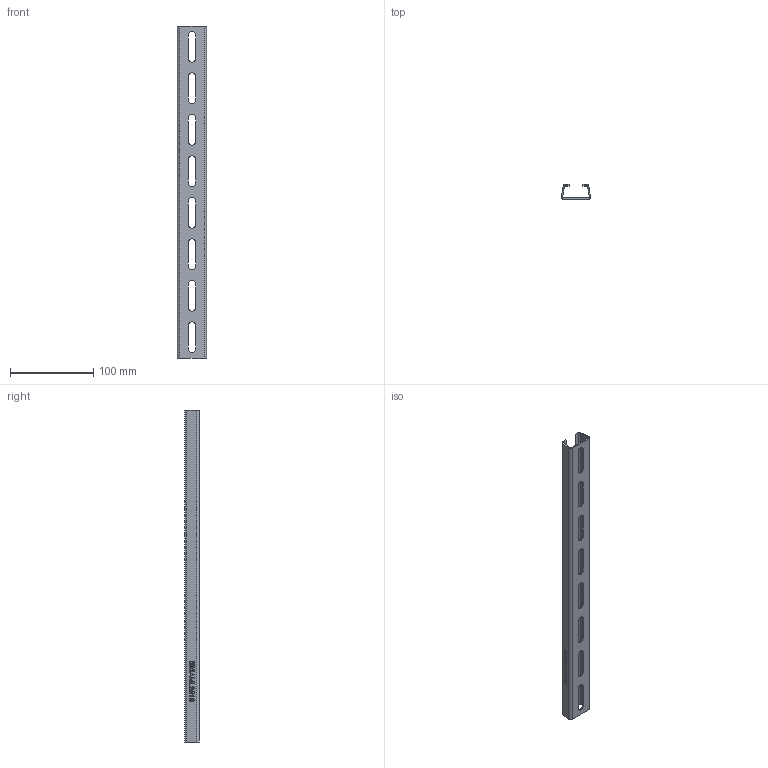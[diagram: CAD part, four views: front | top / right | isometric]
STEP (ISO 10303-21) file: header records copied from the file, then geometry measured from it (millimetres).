
FILE_DESCRIPTION (( 'STEP AP214' ), '1' );
FILE_NAME ('1119690_KSTP1.stp', '2018-07-27T09:30:47', ( '' ), ( '' ), 'SwSTEP 2.0', 'SolidWorks 2016', '' );
FILE_SCHEMA (( 'AUTOMOTIVE_DESIGN' ));
Length unit declared in the file: millimetre
Products named in the file (1): 1119690_KSTP1
Bounding box: 34.97 x 18 x 400 mm (x, y, z)
Volume: 42030.8 mm3; surface area: 58612.4 mm2
Topology: 1 solids, 1 shells, 218 faces, 559 edges, 362 vertices
Faces by surface type: plane 127, bspline 49, cylinder 42
Entity records: 8926 total; most frequent: CARTESIAN_POINT 3844, ORIENTED_EDGE 1118, DIRECTION 885, EDGE_CURVE 559, VECTOR 377, LINE 377, VERTEX_POINT 362, AXIS2_PLACEMENT_3D 254
